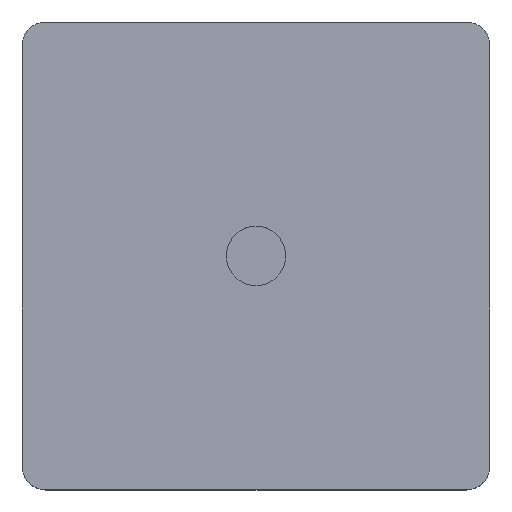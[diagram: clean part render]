
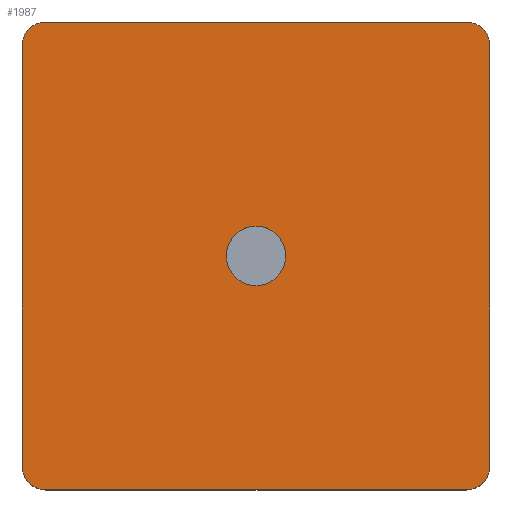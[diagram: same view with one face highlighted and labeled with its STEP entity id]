
A CAD part, top view. The second image highlights one B-rep face of the part: STEP entity #1987.
In plain terms, the highlighted planar face has unit normal (0, 0, 1).
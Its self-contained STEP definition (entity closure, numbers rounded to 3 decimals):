
#149=FACE_BOUND('',#289,.T.);
#161=CIRCLE('',#2118,5.);
#162=CIRCLE('',#2120,5.);
#163=CIRCLE('',#2122,5.);
#164=CIRCLE('',#2123,5.);
#165=CIRCLE('',#2124,6.35);
#174=FACE_OUTER_BOUND('',#288,.T.);
#288=EDGE_LOOP('',(#1338,#1339,#1340,#1341,#1342,#1343,#1344,#1345));
#289=EDGE_LOOP('',(#1346));
#402=LINE('',#2587,#607);
#409=LINE('',#2619,#614);
#410=LINE('',#2623,#615);
#411=LINE('',#2626,#616);
#607=VECTOR('',#2202,1.);
#614=VECTOR('',#2235,1.);
#615=VECTOR('',#2238,1.);
#616=VECTOR('',#2241,1.);
#812=VERTEX_POINT('',#2584);
#813=VERTEX_POINT('',#2586);
#823=VERTEX_POINT('',#2610);
#824=VERTEX_POINT('',#2614);
#825=VERTEX_POINT('',#2618);
#826=VERTEX_POINT('',#2620);
#827=VERTEX_POINT('',#2622);
#828=VERTEX_POINT('',#2624);
#829=VERTEX_POINT('',#2627);
#1014=EDGE_CURVE('',#812,#813,#402,.T.);
#1027=EDGE_CURVE('',#812,#823,#161,.T.);
#1028=EDGE_CURVE('',#813,#824,#162,.T.);
#1030=EDGE_CURVE('',#825,#823,#409,.T.);
#1031=EDGE_CURVE('',#825,#826,#163,.T.);
#1032=EDGE_CURVE('',#827,#826,#410,.T.);
#1033=EDGE_CURVE('',#828,#827,#164,.T.);
#1034=EDGE_CURVE('',#824,#828,#411,.T.);
#1035=EDGE_CURVE('',#829,#829,#165,.T.);
#1338=ORIENTED_EDGE('',*,*,#1014,.F.);
#1339=ORIENTED_EDGE('',*,*,#1027,.T.);
#1340=ORIENTED_EDGE('',*,*,#1030,.F.);
#1341=ORIENTED_EDGE('',*,*,#1031,.T.);
#1342=ORIENTED_EDGE('',*,*,#1032,.F.);
#1343=ORIENTED_EDGE('',*,*,#1033,.F.);
#1344=ORIENTED_EDGE('',*,*,#1034,.F.);
#1345=ORIENTED_EDGE('',*,*,#1028,.F.);
#1346=ORIENTED_EDGE('',*,*,#1035,.F.);
#1923=PLANE('',#2121);
#1987=ADVANCED_FACE('',(#174,#149),#1923,.T.);
#2118=AXIS2_PLACEMENT_3D('',#2612,#2226,#2227);
#2120=AXIS2_PLACEMENT_3D('',#2615,#2230,#2231);
#2121=AXIS2_PLACEMENT_3D('',#2617,#2233,#2234);
#2122=AXIS2_PLACEMENT_3D('',#2621,#2236,#2237);
#2123=AXIS2_PLACEMENT_3D('',#2625,#2239,#2240);
#2124=AXIS2_PLACEMENT_3D('',#2628,#2242,#2243);
#2202=DIRECTION('',(0.,1.,0.));
#2226=DIRECTION('center_axis',(0.,0.,1.));
#2227=DIRECTION('ref_axis',(0.,-1.,0.));
#2230=DIRECTION('center_axis',(0.,0.,-1.));
#2231=DIRECTION('ref_axis',(0.,-1.,0.));
#2233=DIRECTION('center_axis',(0.,0.,1.));
#2234=DIRECTION('ref_axis',(1.,0.,0.));
#2235=DIRECTION('',(-1.,0.,0.));
#2236=DIRECTION('center_axis',(0.,0.,1.));
#2237=DIRECTION('ref_axis',(0.,-1.,0.));
#2238=DIRECTION('',(0.,-1.,0.));
#2239=DIRECTION('center_axis',(0.,0.,-1.));
#2240=DIRECTION('ref_axis',(0.,-1.,0.));
#2241=DIRECTION('',(1.,0.,0.));
#2242=DIRECTION('center_axis',(0.,0.,1.));
#2243=DIRECTION('ref_axis',(1.,0.,0.));
#2584=CARTESIAN_POINT('',(-50.,-45.,30.));
#2586=CARTESIAN_POINT('',(-50.,45.,30.));
#2587=CARTESIAN_POINT('',(-50.,-50.,30.));
#2610=CARTESIAN_POINT('',(-45.,-50.,30.));
#2612=CARTESIAN_POINT('Origin',(-45.,-45.,30.));
#2614=CARTESIAN_POINT('',(-45.,50.,30.));
#2615=CARTESIAN_POINT('Origin',(-45.,45.,30.));
#2617=CARTESIAN_POINT('Origin',(0.,0.,30.));
#2618=CARTESIAN_POINT('',(45.,-50.,30.));
#2619=CARTESIAN_POINT('',(50.,-50.,30.));
#2620=CARTESIAN_POINT('',(50.,-45.,30.));
#2621=CARTESIAN_POINT('Origin',(45.,-45.,30.));
#2622=CARTESIAN_POINT('',(50.,45.,30.));
#2623=CARTESIAN_POINT('',(50.,50.,30.));
#2624=CARTESIAN_POINT('',(45.,50.,30.));
#2625=CARTESIAN_POINT('Origin',(45.,45.,30.));
#2626=CARTESIAN_POINT('',(-50.,50.,30.));
#2627=CARTESIAN_POINT('',(-6.35,0.,30.));
#2628=CARTESIAN_POINT('Origin',(0.,0.,30.));
